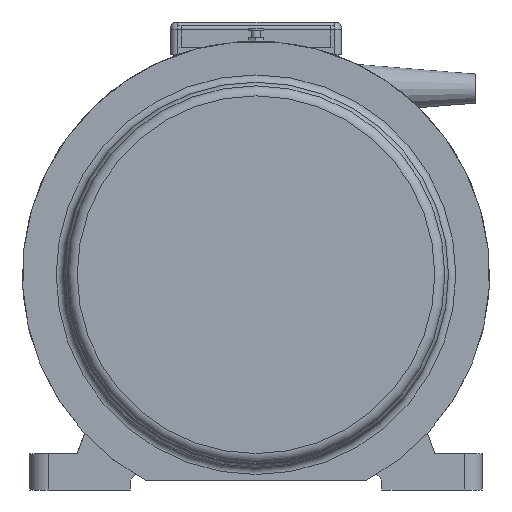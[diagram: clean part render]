
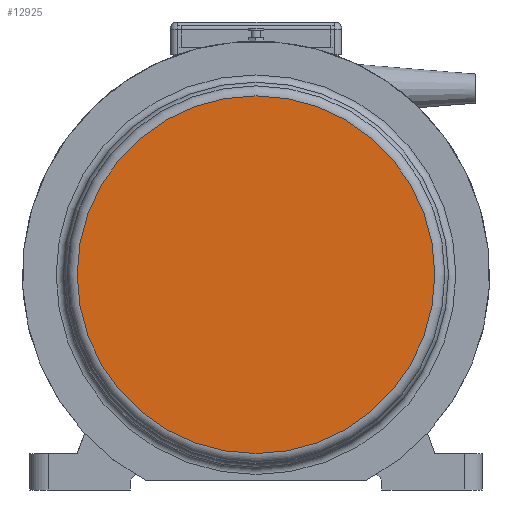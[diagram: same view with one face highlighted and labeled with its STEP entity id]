
A CAD part, left-side view. The second image highlights one B-rep face of the part: STEP entity #12925.
In plain terms, the highlighted planar face has unit normal (1, 0, 0).
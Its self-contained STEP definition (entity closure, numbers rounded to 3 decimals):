
#1083=PLANE('',#12097);
#1298=ORIENTED_EDGE('',*,*,#4009,.T.);
#3070=CIRCLE('',#12096,98.);
#3395=VERTEX_POINT('',#7695);
#4009=EDGE_CURVE('',#3395,#3395,#3070,.T.);
#4899=EDGE_LOOP('',(#1298));
#5353=FACE_BOUND('',#4899,.T.);
#5811=DIRECTION('',(1.,0.,0.));
#5812=DIRECTION('',(0.,0.,98.));
#5813=DIRECTION('',(1.,0.,0.));
#5814=DIRECTION('',(0.,-1.,0.));
#7695=CARTESIAN_POINT('',(-265.873,148.,203.187));
#7696=CARTESIAN_POINT('',(-265.873,148.,105.187));
#7697=CARTESIAN_POINT('',(-265.873,148.,105.187));
#12096=AXIS2_PLACEMENT_3D('',#7696,#5811,#5812);
#12097=AXIS2_PLACEMENT_3D('',#7697,#5813,#5814);
#12925=ADVANCED_FACE('',(#5353),#1083,.T.);
